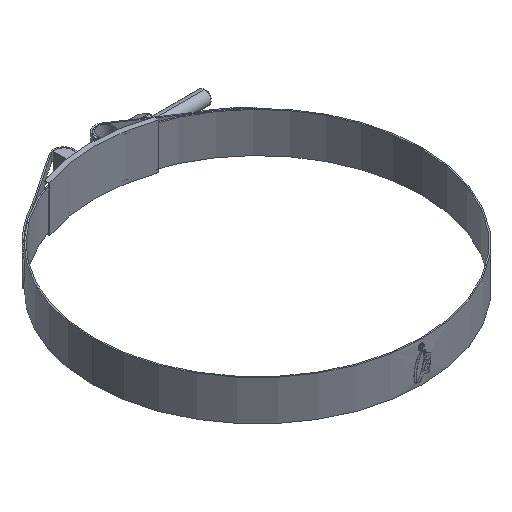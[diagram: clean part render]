
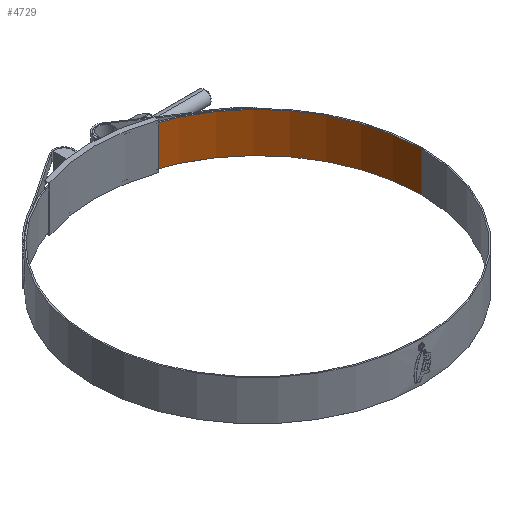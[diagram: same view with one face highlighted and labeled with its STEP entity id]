
A CAD part, isometric view. The second image highlights one B-rep face of the part: STEP entity #4729.
In plain terms, the highlighted cylindrical face has radius 79 mm (diameter 158 mm), a partial arc.
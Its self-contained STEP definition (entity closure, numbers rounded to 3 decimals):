
#218 = CARTESIAN_POINT ( 'NONE',  ( 0., 0., -9.65 ) ) ;
#766 = ORIENTED_EDGE ( 'NONE', *, *, #2819, .F. ) ;
#839 = DIRECTION ( 'NONE',  ( -1., 0., 0. ) ) ;
#1024 = DIRECTION ( 'NONE',  ( 0., 0., -1. ) ) ;
#1721 = VECTOR ( 'NONE', #7308, 1000. ) ;
#2153 = CIRCLE ( 'NONE', #9643, 79. ) ;
#2819 = EDGE_CURVE ( 'NONE', #12947, #13754, #11905, .T. ) ;
#2866 = CARTESIAN_POINT ( 'NONE',  ( 79., 0., 9.65 ) ) ;
#2949 = FACE_OUTER_BOUND ( 'NONE', #13506, .T. ) ;
#3626 = ORIENTED_EDGE ( 'NONE', *, *, #11096, .F. ) ;
#4187 = AXIS2_PLACEMENT_3D ( 'NONE', #6127, #8443, #10685 ) ;
#4452 = CARTESIAN_POINT ( 'NONE',  ( 9.405, 78.438, 9.65 ) ) ;
#4622 = DIRECTION ( 'NONE',  ( 0., 0., -1. ) ) ;
#4729 = ADVANCED_FACE ( 'NONE', ( #2949 ), #5015, .F. ) ;
#5015 = CYLINDRICAL_SURFACE ( 'NONE', #8630, 79. ) ;
#5548 = CARTESIAN_POINT ( 'NONE',  ( 9.405, 78.438, 9.65 ) ) ;
#5896 = CARTESIAN_POINT ( 'NONE',  ( 79., 0., 9.65 ) ) ;
#6127 = CARTESIAN_POINT ( 'NONE',  ( 0., 0., 9.65 ) ) ;
#6798 = CARTESIAN_POINT ( 'NONE',  ( 79., 0., -9.65 ) ) ;
#7308 = DIRECTION ( 'NONE',  ( 0., 0., -1. ) ) ;
#8059 = DIRECTION ( 'NONE',  ( -1., 0., 0. ) ) ;
#8443 = DIRECTION ( 'NONE',  ( 0., 0., -1. ) ) ;
#8630 = AXIS2_PLACEMENT_3D ( 'NONE', #10872, #13932, #839 ) ;
#8867 = EDGE_CURVE ( 'NONE', #13171, #9610, #2153, .T. ) ;
#9610 = VERTEX_POINT ( 'NONE', #6798 ) ;
#9643 = AXIS2_PLACEMENT_3D ( 'NONE', #218, #4622, #8059 ) ;
#9676 = EDGE_CURVE ( 'NONE', #12947, #13171, #14256, .T. ) ;
#9773 = ORIENTED_EDGE ( 'NONE', *, *, #9676, .T. ) ;
#10685 = DIRECTION ( 'NONE',  ( -1., 0., 0. ) ) ;
#10841 = VECTOR ( 'NONE', #1024, 1000. ) ;
#10872 = CARTESIAN_POINT ( 'NONE',  ( 0., 0., 9.65 ) ) ;
#11096 = EDGE_CURVE ( 'NONE', #13754, #9610, #11811, .T. ) ;
#11464 = ORIENTED_EDGE ( 'NONE', *, *, #8867, .T. ) ;
#11811 = LINE ( 'NONE', #2866, #1721 ) ;
#11905 = CIRCLE ( 'NONE', #4187, 79. ) ;
#12947 = VERTEX_POINT ( 'NONE', #5548 ) ;
#13171 = VERTEX_POINT ( 'NONE', #14366 ) ;
#13506 = EDGE_LOOP ( 'NONE', ( #3626, #766, #9773, #11464 ) ) ;
#13754 = VERTEX_POINT ( 'NONE', #5896 ) ;
#13932 = DIRECTION ( 'NONE',  ( 0., 0., -1. ) ) ;
#14256 = LINE ( 'NONE', #4452, #10841 ) ;
#14366 = CARTESIAN_POINT ( 'NONE',  ( 9.405, 78.438, -9.65 ) ) ;
